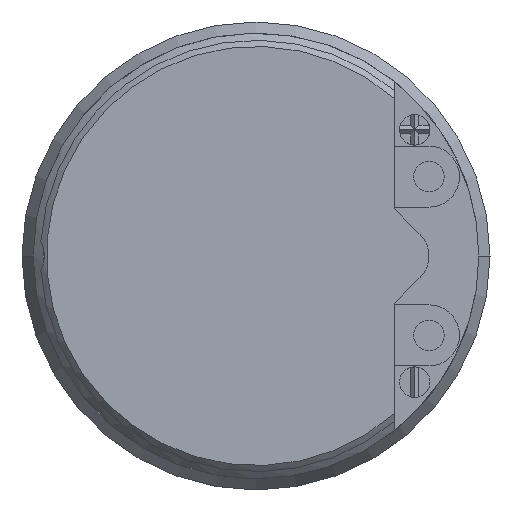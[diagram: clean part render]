
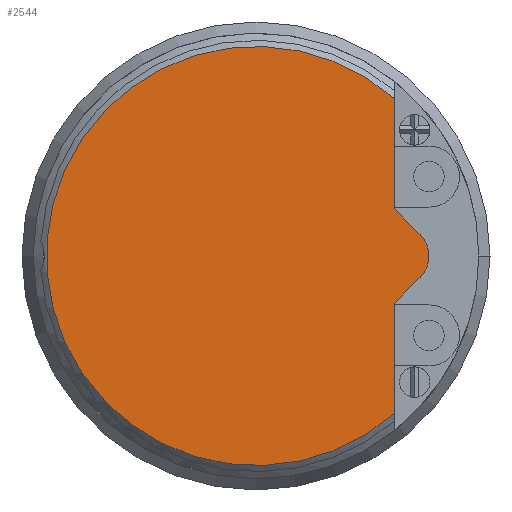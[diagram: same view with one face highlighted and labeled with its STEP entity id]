
A CAD part, left-side view. The second image highlights one B-rep face of the part: STEP entity #2544.
In plain terms, the highlighted planar face has unit normal (-1, 0, 0).
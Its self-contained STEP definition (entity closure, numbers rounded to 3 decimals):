
#684=CARTESIAN_POINT('',(-50.5,-6.8,7.736));
#706=CARTESIAN_POINT('',(-50.5,0.,0.));
#707=DIRECTION('',(1.,0.,0.));
#708=DIRECTION('',(0.,-0.66,-0.751));
#709=AXIS2_PLACEMENT_3D('',#706,#707,#708);
#711=DIRECTION('',(0.,0.,-1.));
#712=VECTOR('',#711,5.415);
#713=CARTESIAN_POINT('',(-50.5,-6.8,7.736));
#714=LINE('',#713,#712);
#715=DIRECTION('',(0.,-0.707,-0.707));
#716=VECTOR('',#715,1.783);
#717=CARTESIAN_POINT('',(-50.5,-6.8,2.321));
#718=LINE('',#717,#716);
#719=CARTESIAN_POINT('',(-50.5,-7.,0.));
#720=DIRECTION('',(-1.,0.,0.));
#721=DIRECTION('',(0.,-0.707,-0.707));
#722=AXIS2_PLACEMENT_3D('',#719,#720,#721);
#724=DIRECTION('',(0.,0.707,-0.707));
#725=VECTOR('',#724,1.783);
#726=CARTESIAN_POINT('',(-50.5,-8.061,-1.061));
#727=LINE('',#726,#725);
#728=DIRECTION('',(0.,0.,-1.));
#729=VECTOR('',#728,5.415);
#730=CARTESIAN_POINT('',(-50.5,-6.8,-2.321));
#731=LINE('',#730,#729);
#1391=CARTESIAN_POINT('',(-50.5,-8.061,-1.061));
#1392=CARTESIAN_POINT('',(-50.5,-6.8,-2.321));
#1393=VERTEX_POINT('',#1391);
#1394=VERTEX_POINT('',#1392);
#1395=CARTESIAN_POINT('',(-50.5,-6.8,2.321));
#1396=CARTESIAN_POINT('',(-50.5,-8.061,1.061));
#1397=VERTEX_POINT('',#1395);
#1398=VERTEX_POINT('',#1396);
#1487=VERTEX_POINT('',#684);
#1488=CARTESIAN_POINT('',(-50.5,-6.8,-7.736));
#1489=VERTEX_POINT('',#1488);
#2529=CARTESIAN_POINT('',(-50.5,0.,0.));
#2530=DIRECTION('',(-1.,0.,0.));
#2531=DIRECTION('',(0.,1.,0.));
#2532=AXIS2_PLACEMENT_3D('',#2529,#2530,#2531);
#2533=PLANE('',#2532);
#2534=ORIENTED_EDGE('',*,*,#2363,.T.);
#2535=ORIENTED_EDGE('',*,*,#2500,.T.);
#2536=ORIENTED_EDGE('',*,*,#2520,.T.);
#2538=ORIENTED_EDGE('',*,*,#2537,.F.);
#2540=ORIENTED_EDGE('',*,*,#2539,.T.);
#2541=ORIENTED_EDGE('',*,*,#2327,.T.);
#2542=EDGE_LOOP('',(#2534,#2535,#2536,#2538,#2540,#2541));
#2543=FACE_OUTER_BOUND('',#2542,.F.);
#2544=ADVANCED_FACE('',(#2543),#2533,.T.);
#710=CIRCLE('',#709,10.3);
#723=CIRCLE('',#722,1.5);
#2327=EDGE_CURVE('',#1394,#1489,#731,.T.);
#2363=EDGE_CURVE('',#1489,#1487,#710,.T.);
#2500=EDGE_CURVE('',#1487,#1397,#714,.T.);
#2520=EDGE_CURVE('',#1397,#1398,#718,.T.);
#2537=EDGE_CURVE('',#1393,#1398,#723,.T.);
#2539=EDGE_CURVE('',#1393,#1394,#727,.T.);
